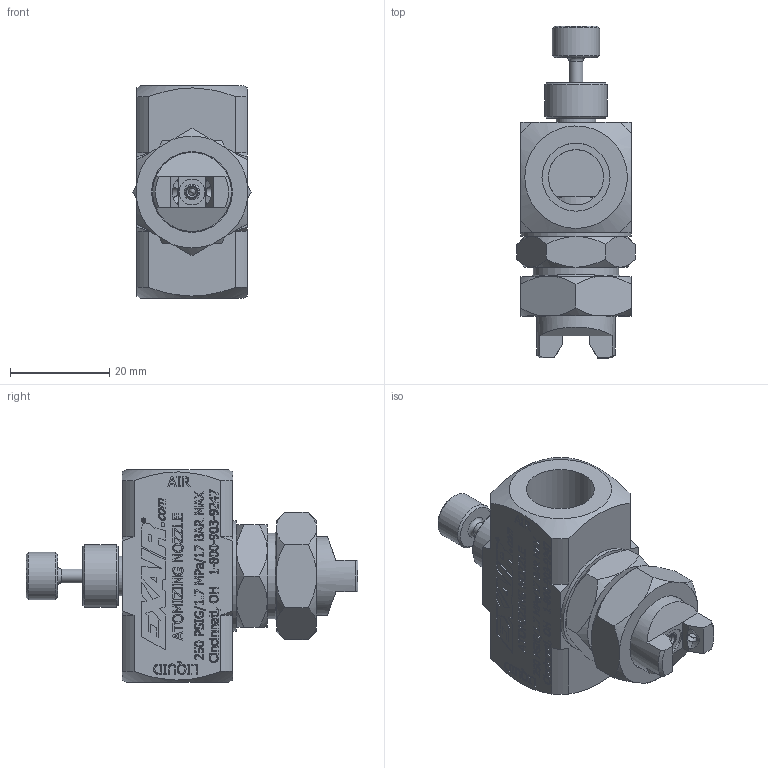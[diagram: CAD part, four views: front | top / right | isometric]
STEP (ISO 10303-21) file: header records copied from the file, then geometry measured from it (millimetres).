
FILE_DESCRIPTION((''),'2;1');
FILE_NAME('EB1040SS ASSEMBLED.stp','2012-02-09T09:00:52',('Ryan Longshore'),(''),'Autodesk Inventor 2012','Autodesk Inventor 2012','');
FILE_SCHEMA(('AUTOMOTIVE_DESIGN { 1 0 10303 214 1 1 1 1 }'));
Length unit declared in the file: inch
Products named in the file (9): EB1040SS ASSEMBLED; 901125; 901130; AS 568 AxialInternal Pressure DASH # 011; 901133-40; 901229-BEF20; 901135; 901136; 901137
Assembly tree (8 placements, depth 2):
  EB1040SS ASSEMBLED
    901125
    901130
    AS 568 AxialInternal Pressure DASH # 011
    901133-40
    901229-BEF20
    901135
    901136
    901137
Bounding box: 23.83 x 66.87 x 42.86 mm (x, y, z)
Volume: 23382.5 mm3; surface area: 15049.1 mm2
Topology: 8 solids, 8 shells, 1427 faces, 3821 edges, 2534 vertices
Faces by surface type: plane 847, bspline 444, cone 68, cylinder 65, torus 3
Full cylindrical faces by diameter (mm): 1.511 x1, 2.032 x2, 2.057 x3, 2.362 x2, 2.381 x8, 2.515 x1, 2.794 x2, 3.175 x1, 3.556 x1, 4.143 x1, 4.166 x1, 4.775 x1, 5.182 x1, 5.556 x1, 7.937 x1, 7.938 x2, 9.525 x7, 10.16 x1, 11.113 x2, 12.7 x3, 13.462 x1, 13.64 x1, 13.716 x2, 15.875 x1, 16.256 x1, 17.277 x1, 17.399 x1, 17.463 x2, 19.05 x2, 22.225 x1
Entity records: 46532 total; most frequent: CARTESIAN_POINT 14158, ORIENTED_EDGE 7422, DIRECTION 4912, EDGE_CURVE 3711, VECTOR 2526, LINE 2526, VERTEX_POINT 2511, EDGE_LOOP 1682
